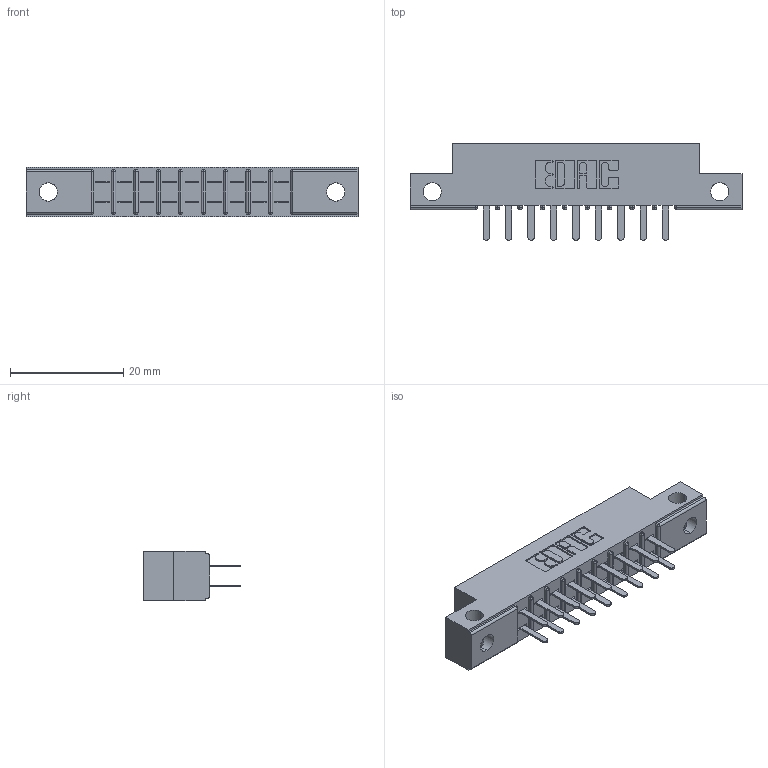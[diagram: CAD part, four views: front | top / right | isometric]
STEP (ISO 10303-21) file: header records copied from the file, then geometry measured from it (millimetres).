
FILE_DESCRIPTION (( 'STEP AP203' ), '1' );
FILE_NAME ('305-018-520-512.STEP', '2020-09-19T20:35:56', ( '' ), ( '' ), 'SwSTEP 2.0', 'SolidWorks 2020', '' );
FILE_SCHEMA (( 'CONFIG_CONTROL_DESIGN' ));
Length unit declared in the file: inch
Products named in the file (3): 305-018-520-512; 305 Part_.128 Dia; 305-290-001_520
Assembly tree (19 placements, depth 2):
  305-018-520-512
    305 Part_.128 Dia
    305-290-001_520  x18
Bounding box: 58.67 x 17.09 x 8.71 mm (x, y, z)
Volume: 3430.3 mm3; surface area: 6024.1 mm2
Topology: 19 solids, 19 shells, 956 faces, 2719 edges, 1758 vertices
Faces by surface type: plane 554, cylinder 366, sphere 36
Entity records: 14048 total; most frequent: CARTESIAN_POINT 2373, ORIENTED_EDGE 2306, DIRECTION 2261, EDGE_CURVE 1153, LINE 881, VECTOR 881, VERTEX_POINT 738, AXIS2_PLACEMENT_3D 690
